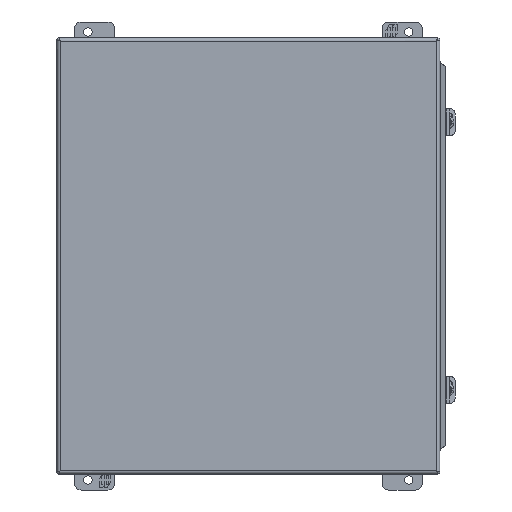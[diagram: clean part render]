
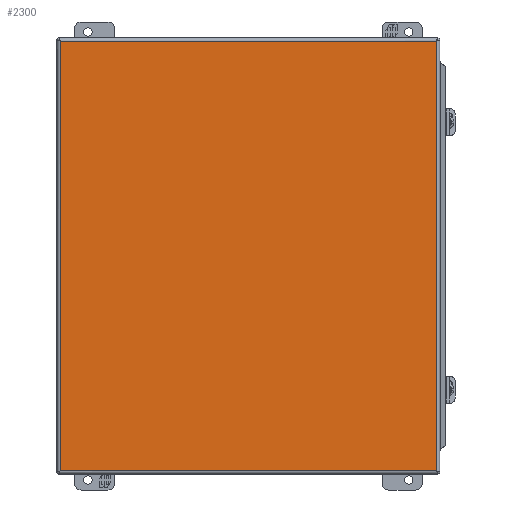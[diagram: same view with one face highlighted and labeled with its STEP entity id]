
A CAD part, front view. The second image highlights one B-rep face of the part: STEP entity #2300.
In plain terms, the highlighted planar face has unit normal (0, -1, 0).
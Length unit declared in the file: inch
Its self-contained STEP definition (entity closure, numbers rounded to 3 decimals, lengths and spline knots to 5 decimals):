
#700 = DIRECTION ( 'NONE',  ( 0., 0., -1. ) ) ;
#1085 = PLANE ( 'NONE',  #9556 ) ;
#2008 = CARTESIAN_POINT ( 'NONE',  ( -7.0378, -6.19685, 8.0378 ) ) ;
#2300 = ADVANCED_FACE ( 'NONE', ( #3297 ), #1085, .T. ) ;
#3297 = FACE_OUTER_BOUND ( 'NONE', #26585, .T. ) ;
#4219 = CARTESIAN_POINT ( 'NONE',  ( 7.0378, -6.19685, 8.15591 ) ) ;
#5861 = ORIENTED_EDGE ( 'NONE', *, *, #20548, .T. ) ;
#7119 = CARTESIAN_POINT ( 'NONE',  ( -7.0378, -6.19685, -8.0378 ) ) ;
#7250 = ORIENTED_EDGE ( 'NONE', *, *, #23630, .T. ) ;
#9450 = CARTESIAN_POINT ( 'NONE',  ( -7.15591, -6.19685, 8.0378 ) ) ;
#9556 = AXIS2_PLACEMENT_3D ( 'NONE', #33669, #22131, #700 ) ;
#11484 = VERTEX_POINT ( 'NONE', #7119 ) ;
#12776 = CARTESIAN_POINT ( 'NONE',  ( -7.0378, -6.19685, -8.15591 ) ) ;
#13489 = DIRECTION ( 'NONE',  ( 0., 0., 1. ) ) ;
#14500 = CARTESIAN_POINT ( 'NONE',  ( 7.0378, -6.19685, -8.0378 ) ) ;
#14571 = VECTOR ( 'NONE', #13489, 39.37008 ) ;
#17778 = VERTEX_POINT ( 'NONE', #2008 ) ;
#18806 = DIRECTION ( 'NONE',  ( -1., 0., 0. ) ) ;
#19772 = LINE ( 'NONE', #12776, #24454 ) ;
#20548 = EDGE_CURVE ( 'NONE', #28891, #17778, #35076, .T. ) ;
#22131 = DIRECTION ( 'NONE',  ( 0., -1., 0. ) ) ;
#23630 = EDGE_CURVE ( 'NONE', #17778, #11484, #19772, .T. ) ;
#24454 = VECTOR ( 'NONE', #36497, 39.37008 ) ;
#26585 = EDGE_LOOP ( 'NONE', ( #7250, #30450, #29911, #5861 ) ) ;
#26653 = DIRECTION ( 'NONE',  ( 1., 0., 0. ) ) ;
#27034 = VECTOR ( 'NONE', #26653, 39.37008 ) ;
#27046 = VECTOR ( 'NONE', #18806, 39.37008 ) ;
#28116 = VERTEX_POINT ( 'NONE', #14500 ) ;
#28891 = VERTEX_POINT ( 'NONE', #32624 ) ;
#29911 = ORIENTED_EDGE ( 'NONE', *, *, #31447, .T. ) ;
#30450 = ORIENTED_EDGE ( 'NONE', *, *, #37250, .T. ) ;
#31447 = EDGE_CURVE ( 'NONE', #28116, #28891, #32809, .T. ) ;
#32624 = CARTESIAN_POINT ( 'NONE',  ( 7.0378, -6.19685, 8.0378 ) ) ;
#32809 = LINE ( 'NONE', #4219, #14571 ) ;
#33669 = CARTESIAN_POINT ( 'NONE',  ( 0., -6.19685, 0. ) ) ;
#35076 = LINE ( 'NONE', #9450, #27046 ) ;
#36497 = DIRECTION ( 'NONE',  ( 0., 0., -1. ) ) ;
#37250 = EDGE_CURVE ( 'NONE', #11484, #28116, #38760, .T. ) ;
#38625 = CARTESIAN_POINT ( 'NONE',  ( 7.15591, -6.19685, -8.0378 ) ) ;
#38760 = LINE ( 'NONE', #38625, #27034 ) ;
